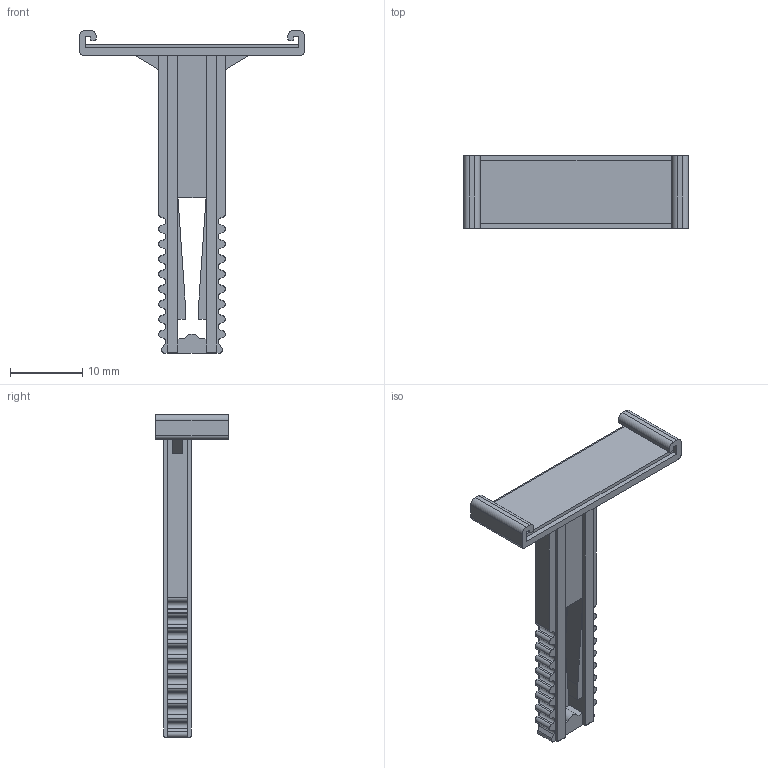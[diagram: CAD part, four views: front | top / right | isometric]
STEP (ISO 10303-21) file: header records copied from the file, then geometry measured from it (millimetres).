
FILE_DESCRIPTION (( 'STEP AP203' ), '1' );
FILE_NAME ('GMH8.STEP', '2024-11-22T13:24:25', ( '' ), ( '' ), 'SwSTEP 2.0', 'SolidWorks 2022', '' );
FILE_SCHEMA (( 'CONFIG_CONTROL_DESIGN' ));
Length unit declared in the file: millimetre
Products named in the file (1): GMH8
Bounding box: 31.1 x 10 x 44.65 mm (x, y, z)
Volume: 1488.1 mm3; surface area: 2093.9 mm2
Topology: 1 solids, 1 shells, 189 faces, 556 edges, 368 vertices
Faces by surface type: plane 114, cylinder 75
Entity records: 6377 total; most frequent: CARTESIAN_POINT 1114, ORIENTED_EDGE 1112, DIRECTION 1086, EDGE_CURVE 556, LINE 406, VECTOR 406, VERTEX_POINT 368, AXIS2_PLACEMENT_3D 340
